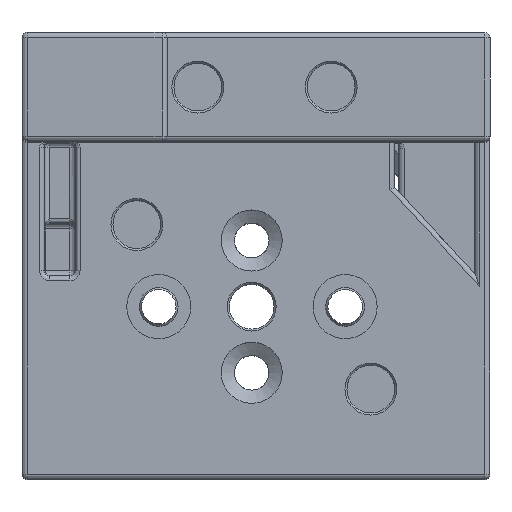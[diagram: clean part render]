
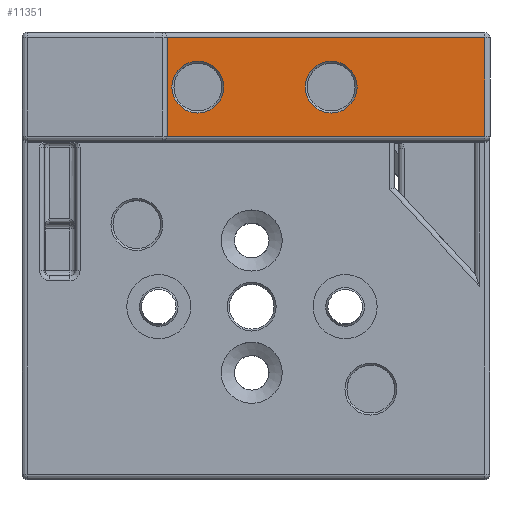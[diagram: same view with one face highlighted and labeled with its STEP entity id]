
A CAD part, top view. The second image highlights one B-rep face of the part: STEP entity #11351.
In plain terms, the highlighted planar face has unit normal (0, 0, 1).
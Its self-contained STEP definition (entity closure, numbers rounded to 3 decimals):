
#207=FACE_BOUND('',#2239,.T.);
#208=FACE_BOUND('',#2240,.T.);
#901=CIRCLE('',#12447,2.55);
#902=CIRCLE('',#12448,2.55);
#1523=FACE_OUTER_BOUND('',#2238,.T.);
#2238=EDGE_LOOP('',(#9775,#9776,#9777,#9778));
#2239=EDGE_LOOP('',(#9779));
#2240=EDGE_LOOP('',(#9780));
#3250=LINE('',#20067,#4272);
#3384=LINE('',#20625,#4406);
#3385=LINE('',#20628,#4407);
#3386=LINE('',#20629,#4408);
#4272=VECTOR('',#15059,10.);
#4406=VECTOR('',#15469,10.);
#4407=VECTOR('',#15472,10.);
#4408=VECTOR('',#15473,10.);
#5306=VERTEX_POINT('',#20060);
#5308=VERTEX_POINT('',#20066);
#5427=VERTEX_POINT('',#20623);
#5428=VERTEX_POINT('',#20627);
#5429=VERTEX_POINT('',#20630);
#5430=VERTEX_POINT('',#20632);
#6750=EDGE_CURVE('',#5306,#5308,#3250,.T.);
#6953=EDGE_CURVE('',#5427,#5306,#3384,.T.);
#6954=EDGE_CURVE('',#5428,#5427,#3385,.T.);
#6955=EDGE_CURVE('',#5308,#5428,#3386,.T.);
#6956=EDGE_CURVE('',#5429,#5429,#901,.T.);
#6957=EDGE_CURVE('',#5430,#5430,#902,.T.);
#9775=ORIENTED_EDGE('',*,*,#6954,.F.);
#9776=ORIENTED_EDGE('',*,*,#6955,.F.);
#9777=ORIENTED_EDGE('',*,*,#6750,.F.);
#9778=ORIENTED_EDGE('',*,*,#6953,.F.);
#9779=ORIENTED_EDGE('',*,*,#6956,.F.);
#9780=ORIENTED_EDGE('',*,*,#6957,.F.);
#10792=PLANE('',#12446);
#11351=ADVANCED_FACE('',(#1523,#207,#208),#10792,.T.);
#12446=AXIS2_PLACEMENT_3D('',#20626,#15470,#15471);
#12447=AXIS2_PLACEMENT_3D('',#20631,#15474,#15475);
#12448=AXIS2_PLACEMENT_3D('',#20633,#15476,#15477);
#15059=DIRECTION('',(1.,0.,0.));
#15469=DIRECTION('',(0.,1.,0.));
#15470=DIRECTION('center_axis',(0.,0.,
1.));
#15471=DIRECTION('ref_axis',(-1.,0.,0.));
#15472=DIRECTION('',(-1.,0.,0.));
#15473=DIRECTION('',(0.,-1.,0.));
#15474=DIRECTION('center_axis',(0.,0.,
1.));
#15475=DIRECTION('ref_axis',(1.,0.,0.));
#15476=DIRECTION('center_axis',(0.,0.,
1.));
#15477=DIRECTION('ref_axis',(1.,0.,0.));
#20060=CARTESIAN_POINT('',(118.266,147.597,129.822));
#20066=CARTESIAN_POINT('',(149.5,147.597,129.822));
#20067=CARTESIAN_POINT('',(138.,147.597,129.822));
#20623=CARTESIAN_POINT('',(118.266,137.886,129.822));
#20625=CARTESIAN_POINT('',(118.266,146.897,129.822));
#20626=CARTESIAN_POINT('Origin',(149.,148.097,129.822));
#20627=CARTESIAN_POINT('',(149.5,137.886,129.822));
#20628=CARTESIAN_POINT('',(138.,137.886,129.822));
#20629=CARTESIAN_POINT('',(149.5,148.097,129.822));
#20630=CARTESIAN_POINT('',(131.838,142.742,129.822));
#20631=CARTESIAN_POINT('Origin',(134.388,142.742,129.822));
#20632=CARTESIAN_POINT('',(118.732,142.742,129.822));
#20633=CARTESIAN_POINT('Origin',(121.282,142.742,129.822));
